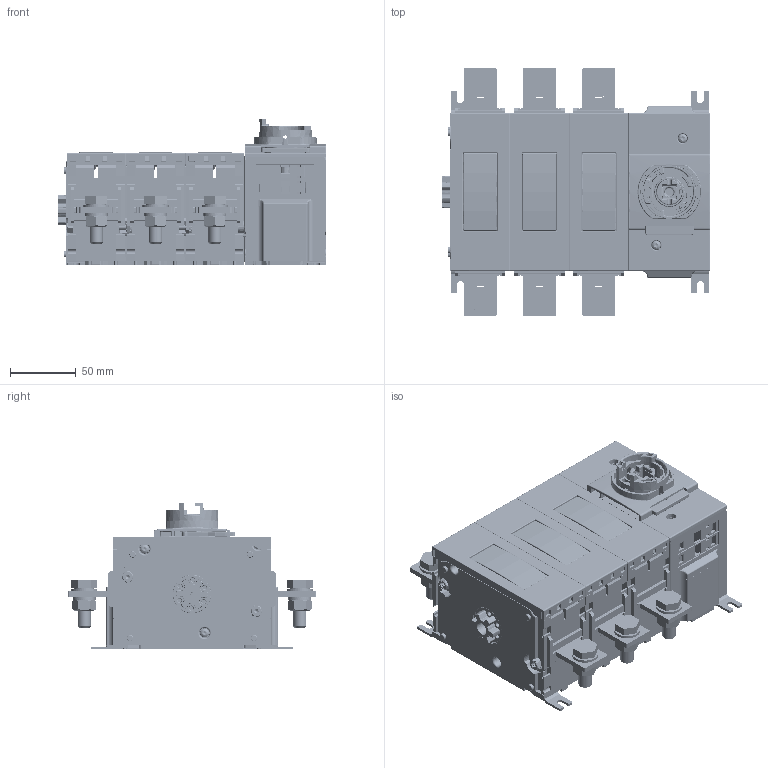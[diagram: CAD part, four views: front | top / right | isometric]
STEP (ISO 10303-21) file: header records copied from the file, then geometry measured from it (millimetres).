
FILE_DESCRIPTION(/* description */ (''),/* implementation_level */ '2;1');
FILE_NAME(/* name */ 'FILE_STP_CAD_DRAWING_3d_GL0320-0500_prt.stp',/* time_stamp */ '2021-11-23T11:52:50+01:00',/* author */ (''),/* organization */ (''),/* preprocessor_version */ 'ST-DEVELOPER v16.7',/* originating_system */ 'SIEMENS PLM Software NX 12.0',/* authorisation */ '');
FILE_SCHEMA (('AUTOMOTIVE_DESIGN { 1 0 10303 214 3 1 1 1 }'));
Products named in the file (1): 3d_GL0320-0500
Bounding box: 203.6 x 188.1 x 111.1 mm (x, y, z)
Surface area: 410217.8 mm2 (no closed solid volume)
Topology: 0 solids, 134 shells, 10468 faces, 29946 edges, 19157 vertices
Faces by surface type: plane 4120, cylinder 3079, bspline 1432, torus 760, cone 564, sphere 501, extrusion 12
Full cylindrical faces by diameter (mm): 2.1 x12, 3.31 x2, 3.4 x13, 4 x6, 4.3 x6, 4.35 x1, 4.5 x7, 4.8 x4, 7 x1, 8 x2, 9 x6, 10 x15, 15 x11, 20 x11
Entity records: 376346 total; most frequent: CARTESIAN_POINT 115397, ORIENTED_EDGE 53670, DIRECTION 52971, EDGE_CURVE 28900, AXIS2_PLACEMENT_3D 19374, VERTEX_POINT 18996, VECTOR 14223, LINE 14211
